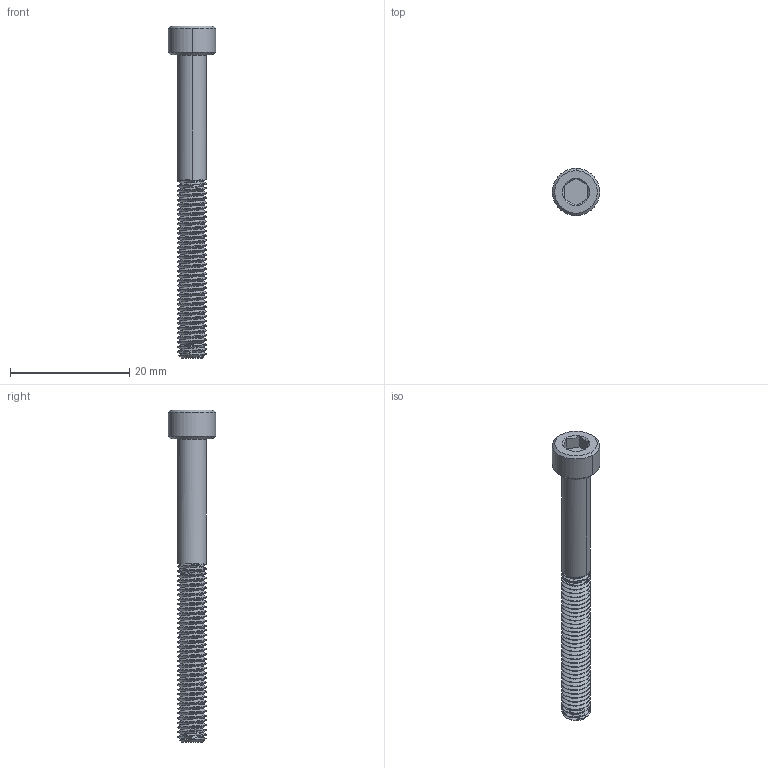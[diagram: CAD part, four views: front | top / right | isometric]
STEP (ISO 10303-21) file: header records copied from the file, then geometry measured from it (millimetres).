
FILE_DESCRIPTION (( 'STEP AP214' ), '1' );
FILE_NAME ('am-1049 10-32 x 2000 SHCS.STEP', '2023-07-26T17:41:20', ( '' ), ( '' ), 'SwSTEP 2.0', 'SolidWorks 2022', '' );
FILE_SCHEMA (( 'AUTOMOTIVE_DESIGN' ));
Length unit declared in the file: inch
Products named in the file (1): am-1049 10-32 x 2000 SHCS
Bounding box: 7.92 x 7.92 x 55.63 mm (x, y, z)
Volume: 1028.2 mm3; surface area: 1255.3 mm2
Topology: 1 solids, 1 shells, 107 faces, 291 edges, 188 vertices
Faces by surface type: cylinder 77, cone 16, plane 11, bspline 3
Entity records: 9506 total; most frequent: CARTESIAN_POINT 7247, ORIENTED_EDGE 582, DIRECTION 357, EDGE_CURVE 291, VERTEX_POINT 188, AXIS2_PLACEMENT_3D 129, EDGE_LOOP 109, FACE_OUTER_BOUND 107
